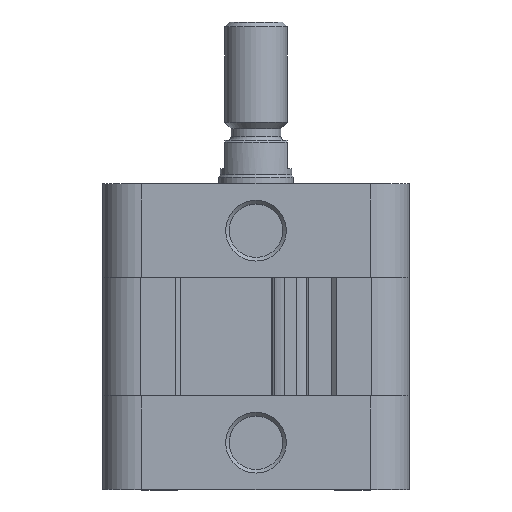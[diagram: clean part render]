
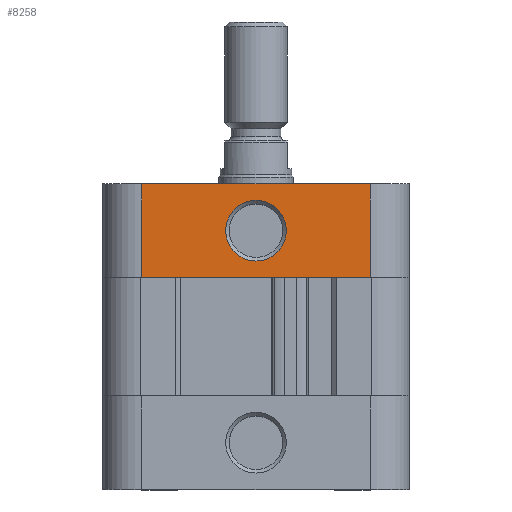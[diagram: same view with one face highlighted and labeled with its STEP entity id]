
A CAD part, top view. The second image highlights one B-rep face of the part: STEP entity #8258.
In plain terms, the highlighted face is planar.
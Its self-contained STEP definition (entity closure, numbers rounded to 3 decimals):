
#241=FACE_BOUND('',#1163,.T.);
#344=CIRCLE('',#8736,4.864);
#691=FACE_OUTER_BOUND('',#1162,.T.);
#1162=EDGE_LOOP('',(#5532,#5533,#5534,#5535));
#1163=EDGE_LOOP('',(#5536));
#1736=LINE('',#12093,#2604);
#1737=LINE('',#12095,#2605);
#1738=LINE('',#12097,#2606);
#1739=LINE('',#12098,#2607);
#2604=VECTOR('',#9567,36.6);
#2605=VECTOR('',#9568,15.);
#2606=VECTOR('',#9569,36.6);
#2607=VECTOR('',#9570,15.);
#3472=VERTEX_POINT('',#12091);
#3473=VERTEX_POINT('',#12092);
#3474=VERTEX_POINT('',#12094);
#3475=VERTEX_POINT('',#12096);
#3476=VERTEX_POINT('',#12099);
#4313=EDGE_CURVE('',#3472,#3473,#1736,.T.);
#4314=EDGE_CURVE('',#3474,#3473,#1737,.T.);
#4315=EDGE_CURVE('',#3475,#3474,#1738,.T.);
#4316=EDGE_CURVE('',#3475,#3472,#1739,.T.);
#4317=EDGE_CURVE('',#3476,#3476,#344,.T.);
#5532=ORIENTED_EDGE('',*,*,#4313,.T.);
#5533=ORIENTED_EDGE('',*,*,#4314,.F.);
#5534=ORIENTED_EDGE('',*,*,#4315,.F.);
#5535=ORIENTED_EDGE('',*,*,#4316,.T.);
#5536=ORIENTED_EDGE('',*,*,#4317,.F.);
#7970=PLANE('',#8735);
#8258=ADVANCED_FACE('',(#691,#241),#7970,.F.);
#8735=AXIS2_PLACEMENT_3D('',#12090,#9565,#9566);
#8736=AXIS2_PLACEMENT_3D('',#12100,#9571,#9572);
#9565=DIRECTION('center_axis',(0.,1.,0.));
#9566=DIRECTION('ref_axis',(0.,0.,1.));
#9567=DIRECTION('',(1.,0.,0.));
#9568=DIRECTION('',(0.,0.,-1.));
#9569=DIRECTION('',(1.,0.,0.));
#9570=DIRECTION('',(0.,0.,-1.));
#9571=DIRECTION('center_axis',(0.,-1.,0.));
#9572=DIRECTION('ref_axis',(0.,0.,-1.));
#12090=CARTESIAN_POINT('Origin',(-18.3,-24.6,15.));
#12091=CARTESIAN_POINT('',(-18.3,-24.6,0.));
#12092=CARTESIAN_POINT('',(18.3,-24.6,0.));
#12093=CARTESIAN_POINT('',(-18.3,-24.6,0.));
#12094=CARTESIAN_POINT('',(18.3,-24.6,15.));
#12095=CARTESIAN_POINT('',(18.3,-24.6,15.));
#12096=CARTESIAN_POINT('',(-18.3,-24.6,15.));
#12097=CARTESIAN_POINT('',(-18.3,-24.6,15.));
#12098=CARTESIAN_POINT('',(-18.3,-24.6,15.));
#12099=CARTESIAN_POINT('',(0.,-24.6,2.636));
#12100=CARTESIAN_POINT('Origin',(0.,-24.6,7.5));
